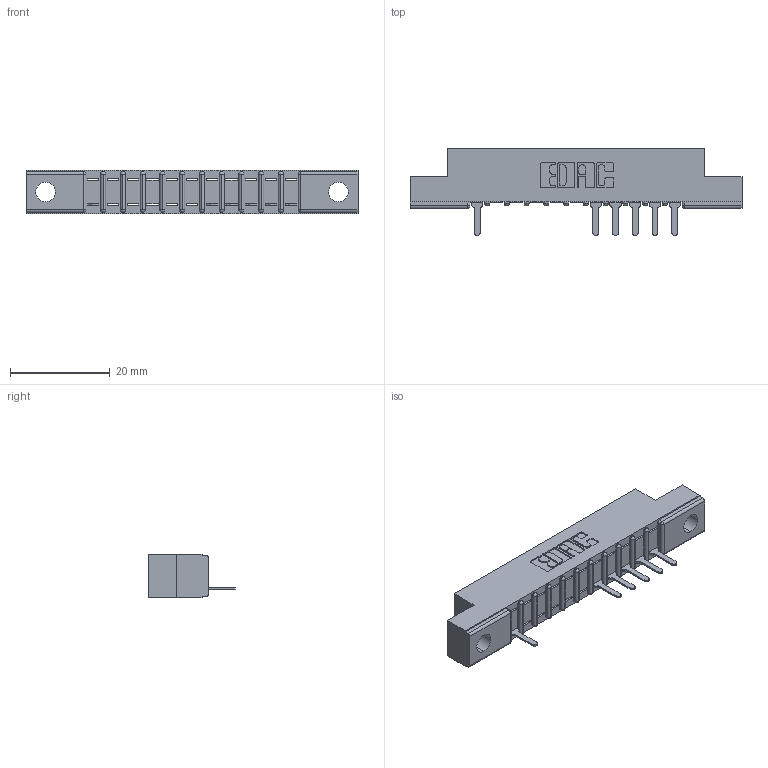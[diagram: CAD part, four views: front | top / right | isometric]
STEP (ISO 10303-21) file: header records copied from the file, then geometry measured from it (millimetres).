
FILE_DESCRIPTION (( 'STEP AP203' ), '1' );
FILE_NAME ('307-011-525-104.STEP', '2018-08-02T21:36:02', ( '' ), ( '' ), 'SwSTEP 2.0', 'SolidWorks 2016', '' );
FILE_SCHEMA (( 'CONFIG_CONTROL_DESIGN' ));
Length unit declared in the file: inch
Products named in the file (3): 307 Part_.156 Dia Mounting Holes; 307-290-001_525; 307-011-525-104
Assembly tree (7 placements, depth 2):
  307-011-525-104
    307 Part_.156 Dia Mounting Holes
    307-290-001_525  x6
Bounding box: 66.6 x 17.42 x 8.71 mm (x, y, z)
Volume: 4049.1 mm3; surface area: 5261.4 mm2
Topology: 7 solids, 7 shells, 580 faces, 1651 edges, 1058 vertices
Faces by surface type: plane 366, cylinder 190, sphere 24
Entity records: 13478 total; most frequent: CARTESIAN_POINT 2285, ORIENTED_EDGE 2274, DIRECTION 2227, EDGE_CURVE 1137, VECTOR 867, LINE 867, VERTEX_POINT 738, AXIS2_PLACEMENT_3D 680
